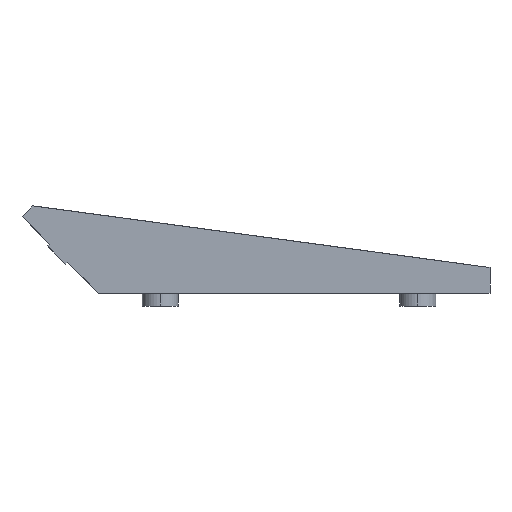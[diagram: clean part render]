
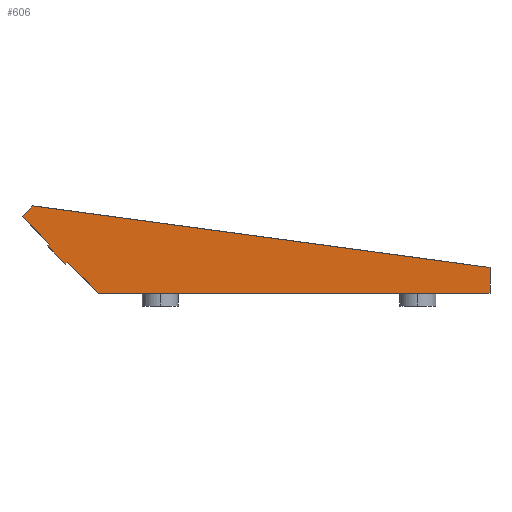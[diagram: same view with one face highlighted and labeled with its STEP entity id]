
A CAD part, left-side view. The second image highlights one B-rep face of the part: STEP entity #606.
In plain terms, the highlighted planar face has unit normal (-1, 0, 0).
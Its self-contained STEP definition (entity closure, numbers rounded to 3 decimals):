
#25 = EDGE_CURVE ( 'NONE', #452, #827, #1112, .T. ) ;
#97 = ORIENTED_EDGE ( 'NONE', *, *, #992, .F. ) ;
#111 = LINE ( 'NONE', #2331, #3009 ) ;
#148 = VECTOR ( 'NONE', #885, 1000. ) ;
#228 = LINE ( 'NONE', #2882, #3488 ) ;
#371 = CARTESIAN_POINT ( 'NONE',  ( 10., 82.01, 6.01 ) ) ;
#383 = DIRECTION ( 'NONE',  ( 0., -0.707, -0.707 ) ) ;
#452 = VERTEX_POINT ( 'NONE', #2873 ) ;
#490 = VECTOR ( 'NONE', #3025, 1000. ) ;
#511 = EDGE_CURVE ( 'NONE', #2097, #2783, #3413, .T. ) ;
#519 = ORIENTED_EDGE ( 'NONE', *, *, #3594, .F. ) ;
#542 = VERTEX_POINT ( 'NONE', #1519 ) ;
#547 = EDGE_LOOP ( 'NONE', ( #2060, #1989, #97, #1935, #1031, #519, #2042, #2554, #2079 ) ) ;
#606 = ADVANCED_FACE ( 'NONE', ( #1023 ), #2568, .F. ) ;
#827 = VERTEX_POINT ( 'NONE', #2362 ) ;
#843 = CARTESIAN_POINT ( 'NONE',  ( 10., 0., 0. ) ) ;
#859 = CARTESIAN_POINT ( 'NONE',  ( 10., 76., 0. ) ) ;
#867 = DIRECTION ( 'NONE',  ( 0., 0.707, 0.707 ) ) ;
#885 = DIRECTION ( 'NONE',  ( 0., 0.707, 0.707 ) ) ;
#908 = DIRECTION ( 'NONE',  ( 0., -0.707, 0.707 ) ) ;
#953 = CARTESIAN_POINT ( 'NONE',  ( 10., 92.994, 17.546 ) ) ;
#992 = EDGE_CURVE ( 'NONE', #542, #1262, #2817, .T. ) ;
#1023 = FACE_OUTER_BOUND ( 'NONE', #547, .T. ) ;
#1031 = ORIENTED_EDGE ( 'NONE', *, *, #25, .T. ) ;
#1049 = CARTESIAN_POINT ( 'NONE',  ( 10., 0., 5. ) ) ;
#1061 = EDGE_CURVE ( 'NONE', #3342, #2097, #1261, .T. ) ;
#1075 = CARTESIAN_POINT ( 'NONE',  ( 10., 0., 0. ) ) ;
#1112 = LINE ( 'NONE', #1790, #1460 ) ;
#1146 = DIRECTION ( 'NONE',  ( 0., 1., 0. ) ) ;
#1178 = CARTESIAN_POINT ( 'NONE',  ( 10., 95.612, -1.857 ) ) ;
#1206 = CARTESIAN_POINT ( 'NONE',  ( 10., 76., 0. ) ) ;
#1261 = LINE ( 'NONE', #1075, #2774 ) ;
#1262 = VERTEX_POINT ( 'NONE', #1512 ) ;
#1304 = EDGE_CURVE ( 'NONE', #1262, #2846, #2637, .T. ) ;
#1354 = VECTOR ( 'NONE', #2883, 1000. ) ;
#1407 = LINE ( 'NONE', #953, #3410 ) ;
#1460 = VECTOR ( 'NONE', #383, 1000. ) ;
#1512 = CARTESIAN_POINT ( 'NONE',  ( 10., 90.849, 14.849 ) ) ;
#1519 = CARTESIAN_POINT ( 'NONE',  ( 10., 85.546, 9.546 ) ) ;
#1561 = AXIS2_PLACEMENT_3D ( 'NONE', #1178, #2845, #1146 ) ;
#1780 = CARTESIAN_POINT ( 'NONE',  ( 10., 90.849, 14.849 ) ) ;
#1790 = CARTESIAN_POINT ( 'NONE',  ( 10., 38.354, -38.354 ) ) ;
#1844 = VECTOR ( 'NONE', #867, 1000. ) ;
#1855 = DIRECTION ( 'NONE',  ( 0., 0.991, 0.134 ) ) ;
#1935 = ORIENTED_EDGE ( 'NONE', *, *, #2310, .F. ) ;
#1989 = ORIENTED_EDGE ( 'NONE', *, *, #1304, .F. ) ;
#2042 = ORIENTED_EDGE ( 'NONE', *, *, #511, .F. ) ;
#2060 = ORIENTED_EDGE ( 'NONE', *, *, #2833, .T. ) ;
#2079 = ORIENTED_EDGE ( 'NONE', *, *, #2377, .F. ) ;
#2097 = VERTEX_POINT ( 'NONE', #2219 ) ;
#2219 = CARTESIAN_POINT ( 'NONE',  ( 10., 76., 0. ) ) ;
#2310 = EDGE_CURVE ( 'NONE', #452, #542, #111, .T. ) ;
#2331 = CARTESIAN_POINT ( 'NONE',  ( 10., 85.899, 9.192 ) ) ;
#2362 = CARTESIAN_POINT ( 'NONE',  ( 10., 82.364, 5.657 ) ) ;
#2377 = EDGE_CURVE ( 'NONE', #3030, #3342, #3503, .T. ) ;
#2457 = CARTESIAN_POINT ( 'NONE',  ( 10., 0., 5. ) ) ;
#2554 = ORIENTED_EDGE ( 'NONE', *, *, #1061, .F. ) ;
#2568 = PLANE ( 'NONE',  #1561 ) ;
#2623 = DIRECTION ( 'NONE',  ( 0., 0.707, -0.707 ) ) ;
#2637 = LINE ( 'NONE', #1780, #1354 ) ;
#2774 = VECTOR ( 'NONE', #3010, 1000. ) ;
#2783 = VERTEX_POINT ( 'NONE', #371 ) ;
#2817 = LINE ( 'NONE', #859, #1844 ) ;
#2833 = EDGE_CURVE ( 'NONE', #3030, #2846, #1407, .T. ) ;
#2845 = DIRECTION ( 'NONE',  ( 1., 0., 0. ) ) ;
#2846 = VERTEX_POINT ( 'NONE', #3238 ) ;
#2873 = CARTESIAN_POINT ( 'NONE',  ( 10., 85.899, 9.192 ) ) ;
#2882 = CARTESIAN_POINT ( 'NONE',  ( 10., 82.364, 5.657 ) ) ;
#2883 = DIRECTION ( 'NONE',  ( 0., -0.707, 0.707 ) ) ;
#3009 = VECTOR ( 'NONE', #908, 1000. ) ;
#3010 = DIRECTION ( 'NONE',  ( 0., 1., 0. ) ) ;
#3025 = DIRECTION ( 'NONE',  ( 0., 0., -1. ) ) ;
#3030 = VERTEX_POINT ( 'NONE', #2457 ) ;
#3238 = CARTESIAN_POINT ( 'NONE',  ( 10., 88.728, 16.971 ) ) ;
#3342 = VERTEX_POINT ( 'NONE', #843 ) ;
#3410 = VECTOR ( 'NONE', #1855, 1000. ) ;
#3413 = LINE ( 'NONE', #1206, #148 ) ;
#3488 = VECTOR ( 'NONE', #2623, 1000. ) ;
#3503 = LINE ( 'NONE', #1049, #490 ) ;
#3594 = EDGE_CURVE ( 'NONE', #2783, #827, #228, .T. ) ;
